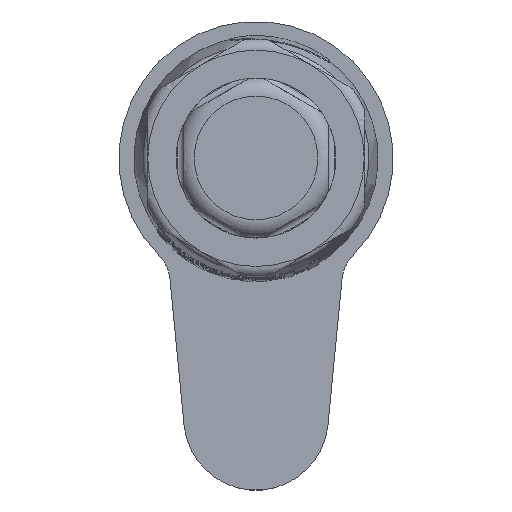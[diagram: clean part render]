
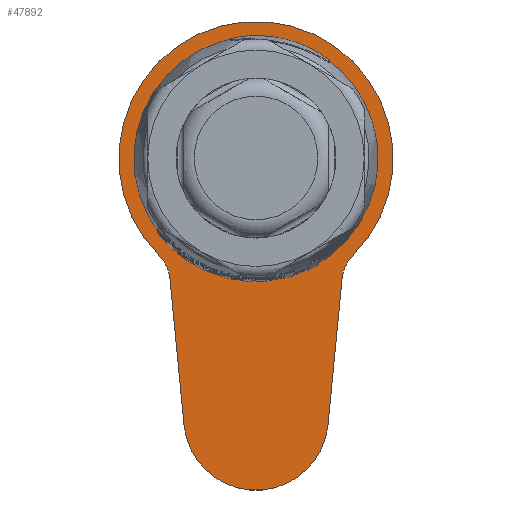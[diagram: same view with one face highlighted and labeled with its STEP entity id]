
A CAD part, top view. The second image highlights one B-rep face of the part: STEP entity #47892.
In plain terms, the highlighted planar face has unit normal (0, 0, 1).
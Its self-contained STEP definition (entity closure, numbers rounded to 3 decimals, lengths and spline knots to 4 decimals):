
#5337=LINE('',#83341,#7889);
#5338=LINE('',#83348,#7890);
#7889=VECTOR('',#58896,1.);
#7890=VECTOR('',#58903,1.);
#10336=FACE_OUTER_BOUND('',#12960,.T.);
#12960=EDGE_LOOP('',(#35615,#35616,#35617,#35618,#35619,#35620));
#15119=CIRCLE('',#51088,1.2);
#15120=CIRCLE('',#51089,0.6);
#15121=CIRCLE('',#51090,2.275);
#15122=CIRCLE('',#51091,0.6);
#18951=VERTEX_POINT('',#83337);
#18952=VERTEX_POINT('',#83338);
#18953=VERTEX_POINT('',#83340);
#18954=VERTEX_POINT('',#83342);
#18955=VERTEX_POINT('',#83344);
#18956=VERTEX_POINT('',#83346);
#24897=EDGE_CURVE('',#18951,#18952,#15119,.T.);
#24898=EDGE_CURVE('',#18952,#18953,#5337,.T.);
#24899=EDGE_CURVE('',#18953,#18954,#15120,.T.);
#24900=EDGE_CURVE('',#18954,#18955,#15121,.T.);
#24901=EDGE_CURVE('',#18955,#18956,#15122,.T.);
#24902=EDGE_CURVE('',#18956,#18951,#5338,.T.);
#35615=ORIENTED_EDGE('',*,*,#24897,.T.);
#35616=ORIENTED_EDGE('',*,*,#24898,.T.);
#35617=ORIENTED_EDGE('',*,*,#24899,.T.);
#35618=ORIENTED_EDGE('',*,*,#24900,.T.);
#35619=ORIENTED_EDGE('',*,*,#24901,.T.);
#35620=ORIENTED_EDGE('',*,*,#24902,.T.);
#43546=PLANE('',#51087);
#47892=ADVANCED_FACE('',(#10336),#43546,.T.);
#51087=AXIS2_PLACEMENT_3D('',#83336,#58892,#58893);
#51088=AXIS2_PLACEMENT_3D('',#83339,#58894,#58895);
#51089=AXIS2_PLACEMENT_3D('',#83343,#58897,#58898);
#51090=AXIS2_PLACEMENT_3D('',#83345,#58899,#58900);
#51091=AXIS2_PLACEMENT_3D('',#83347,#58901,#58902);
#58892=DIRECTION('center_axis',(0.,0.,
1.));
#58893=DIRECTION('ref_axis',(1.,0.,0.));
#58894=DIRECTION('center_axis',(0.,0.,
1.));
#58895=DIRECTION('ref_axis',(-0.995,-0.096,0.));
#58896=DIRECTION('',(0.096,0.995,0.));
#58897=DIRECTION('center_axis',(0.,0.,
-1.));
#58898=DIRECTION('ref_axis',(0.704,-0.71,0.));
#58899=DIRECTION('center_axis',(0.,0.,
1.));
#58900=DIRECTION('ref_axis',(0.704,-0.71,0.));
#58901=DIRECTION('center_axis',(0.,0.,
-1.));
#58902=DIRECTION('ref_axis',(-0.995,-0.096,0.));
#58903=DIRECTION('',(0.096,-0.995,0.));
#83336=CARTESIAN_POINT('Origin',(0.,-1.5318,
2.535));
#83337=CARTESIAN_POINT('',(-1.1945,-4.4147,2.535));
#83338=CARTESIAN_POINT('',(1.1945,-4.4147,2.535));
#83339=CARTESIAN_POINT('Origin',(0.,-4.3,2.535));
#83340=CARTESIAN_POINT('',(1.4279,-1.9834,2.535));
#83341=CARTESIAN_POINT('',(1.1945,-4.4147,2.535));
#83342=CARTESIAN_POINT('',(1.6025,-1.6148,2.535));
#83343=CARTESIAN_POINT('Origin',(2.0251,-2.0407,2.535));
#83344=CARTESIAN_POINT('',(-1.6025,-1.6148,2.535));
#83345=CARTESIAN_POINT('Origin',(0.,0.,
2.535));
#83346=CARTESIAN_POINT('',(-1.4279,-1.9834,2.535));
#83347=CARTESIAN_POINT('Origin',(-2.0251,-2.0407,2.535));
#83348=CARTESIAN_POINT('',(-1.4279,-1.9834,2.535));
